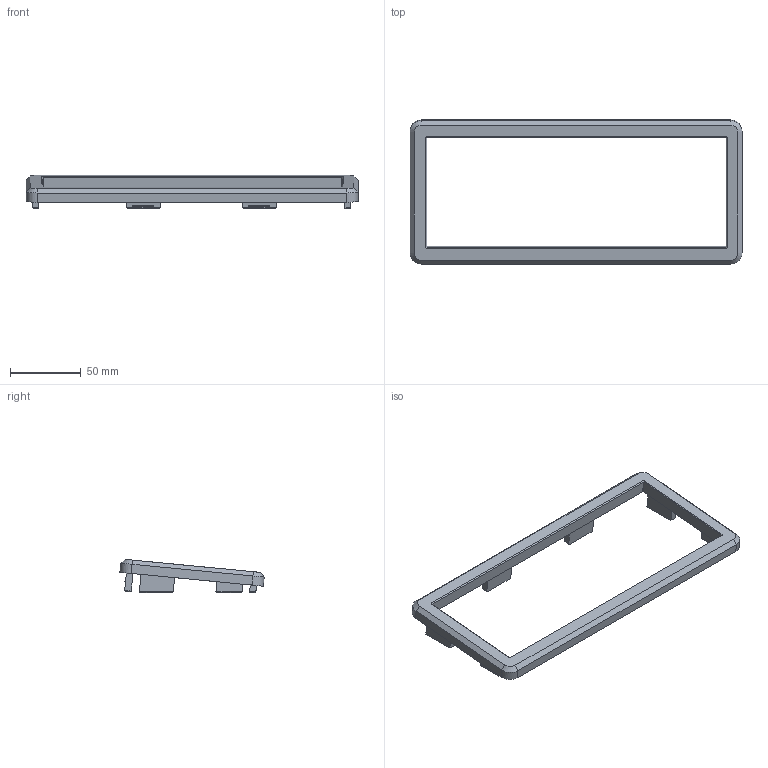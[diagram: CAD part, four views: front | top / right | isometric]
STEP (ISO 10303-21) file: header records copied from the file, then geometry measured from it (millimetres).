
FILE_DESCRIPTION(/* description */ ('','CAx-IF Rec.Pracs.---Representation and Presentation of Product Manufacturing Information (PMI)---4.0---2014-10-13'),/* implementation_level */ '2;1');
FILE_NAME(/* name */ 'grail_simpletop.step',/* time_stamp */ '2025-02-16T14:40:36+01:00',/* author */ (''),/* organization */ (''),/* preprocessor_version */ 'ST-DEVELOPER v20',/* originating_system */ 'Autodesk Translation Framework v13.20.0.188',/* authorisation */ '');
FILE_SCHEMA (('AP242_MANAGED_MODEL_BASED_3D_ENGINEERING_MIM_LF { 1 0 10303 442 1 1 4 }'));
Length unit declared in the file: millimetre
Products named in the file (2): grail_simple; topk
Assembly tree (1 placements, depth 2):
  grail_simple
    topk
Bounding box: 235 x 102.15 x 23.52 mm (x, y, z)
Volume: 74131.3 mm3; surface area: 29056.2 mm2
Topology: 1 solids, 1 shells, 130 faces, 322 edges, 208 vertices
Faces by surface type: plane 114, cone 8, cylinder 8
Entity records: 3841 total; most frequent: CARTESIAN_POINT 663, ORIENTED_EDGE 644, DIRECTION 612, EDGE_CURVE 322, LINE 298, VECTOR 298, VERTEX_POINT 208, AXIS2_PLACEMENT_3D 157
